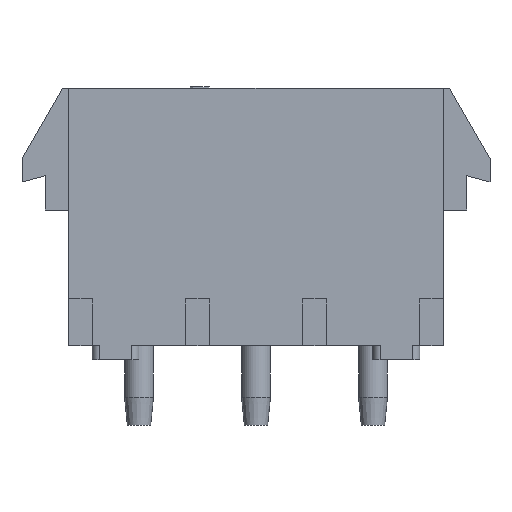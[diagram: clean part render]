
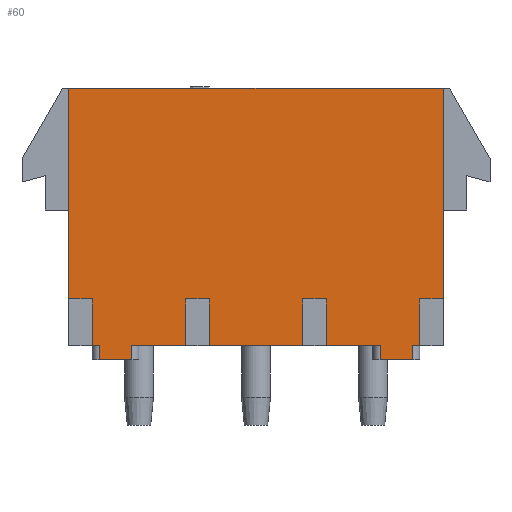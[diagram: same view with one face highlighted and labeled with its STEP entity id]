
A CAD part, front view. The second image highlights one B-rep face of the part: STEP entity #60.
In plain terms, the highlighted planar face has unit normal (0, -1, 0).
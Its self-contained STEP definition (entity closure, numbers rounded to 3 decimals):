
#60=ADVANCED_FACE('',(#202),#203,.T.);
#202=FACE_OUTER_BOUND('',#458,.T.);
#203=PLANE('',#459);
#458=EDGE_LOOP('',(#815,#816,#817,#818,#819,#820,#821,#822,#823,#824,#825,#826,#827,#828,#829,#830,#831,#832,#833,#834,#835,#836,#837,#838));
#459=AXIS2_PLACEMENT_3D('',#839,#840,#841);
#815=ORIENTED_EDGE('',*,*,#1757,.F.);
#816=ORIENTED_EDGE('',*,*,#1758,.F.);
#817=ORIENTED_EDGE('',*,*,#1720,.F.);
#818=ORIENTED_EDGE('',*,*,#1756,.T.);
#819=ORIENTED_EDGE('',*,*,#1759,.T.);
#820=ORIENTED_EDGE('',*,*,#1760,.T.);
#821=ORIENTED_EDGE('',*,*,#1761,.T.);
#822=ORIENTED_EDGE('',*,*,#1762,.T.);
#823=ORIENTED_EDGE('',*,*,#1763,.F.);
#824=ORIENTED_EDGE('',*,*,#1764,.F.);
#825=ORIENTED_EDGE('',*,*,#1765,.T.);
#826=ORIENTED_EDGE('',*,*,#1766,.T.);
#827=ORIENTED_EDGE('',*,*,#1767,.T.);
#828=ORIENTED_EDGE('',*,*,#1768,.T.);
#829=ORIENTED_EDGE('',*,*,#1769,.T.);
#830=ORIENTED_EDGE('',*,*,#1770,.T.);
#831=ORIENTED_EDGE('',*,*,#1771,.T.);
#832=ORIENTED_EDGE('',*,*,#1772,.T.);
#833=ORIENTED_EDGE('',*,*,#1773,.T.);
#834=ORIENTED_EDGE('',*,*,#1774,.T.);
#835=ORIENTED_EDGE('',*,*,#1775,.F.);
#836=ORIENTED_EDGE('',*,*,#1776,.F.);
#837=ORIENTED_EDGE('',*,*,#1777,.T.);
#838=ORIENTED_EDGE('',*,*,#1778,.T.);
#839=CARTESIAN_POINT('',(-10.16,-3.81,0.0));
#840=DIRECTION('',(0.0,-1.0,0.0));
#841=DIRECTION('',(0.0,0.0,-1.0));
#1720=EDGE_CURVE('',#2077,#2078,#2079,.T.);
#1756=EDGE_CURVE('',#2077,#2143,#2145,.T.);
#1757=EDGE_CURVE('',#2146,#2147,#2148,.T.);
#1758=EDGE_CURVE('',#2078,#2146,#2149,.T.);
#1759=EDGE_CURVE('',#2143,#2150,#2151,.T.);
#1760=EDGE_CURVE('',#2150,#2152,#2153,.T.);
#1761=EDGE_CURVE('',#2152,#2154,#2155,.T.);
#1762=EDGE_CURVE('',#2154,#2156,#2157,.T.);
#1763=EDGE_CURVE('',#2158,#2156,#2159,.T.);
#1764=EDGE_CURVE('',#2160,#2158,#2161,.T.);
#1765=EDGE_CURVE('',#2160,#2162,#2163,.T.);
#1766=EDGE_CURVE('',#2162,#2164,#2165,.T.);
#1767=EDGE_CURVE('',#2164,#2166,#2167,.T.);
#1768=EDGE_CURVE('',#2166,#2168,#2169,.T.);
#1769=EDGE_CURVE('',#2168,#2170,#2171,.T.);
#1770=EDGE_CURVE('',#2170,#2172,#2173,.T.);
#1771=EDGE_CURVE('',#2172,#2174,#2175,.T.);
#1772=EDGE_CURVE('',#2174,#2176,#2177,.T.);
#1773=EDGE_CURVE('',#2176,#2178,#2179,.T.);
#1774=EDGE_CURVE('',#2178,#2180,#2181,.T.);
#1775=EDGE_CURVE('',#2182,#2180,#2183,.T.);
#1776=EDGE_CURVE('',#2184,#2182,#2185,.T.);
#1777=EDGE_CURVE('',#2184,#2186,#2187,.T.);
#1778=EDGE_CURVE('',#2186,#2147,#2188,.T.);
#2077=VERTEX_POINT('',#2611);
#2078=VERTEX_POINT('',#2612);
#2079=LINE('',#2613,#2614);
#2143=VERTEX_POINT('',#2708);
#2145=LINE('',#2711,#2712);
#2146=VERTEX_POINT('',#2713);
#2147=VERTEX_POINT('',#2714);
#2148=LINE('',#2715,#2716);
#2149=LINE('',#2717,#2718);
#2150=VERTEX_POINT('',#2719);
#2151=LINE('',#2720,#2721);
#2152=VERTEX_POINT('',#2722);
#2153=LINE('',#2723,#2724);
#2154=VERTEX_POINT('',#2725);
#2155=LINE('',#2726,#2727);
#2156=VERTEX_POINT('',#2728);
#2157=LINE('',#2729,#2730);
#2158=VERTEX_POINT('',#2731);
#2159=LINE('',#2732,#2733);
#2160=VERTEX_POINT('',#2734);
#2161=LINE('',#2735,#2736);
#2162=VERTEX_POINT('',#2737);
#2163=LINE('',#2738,#2739);
#2164=VERTEX_POINT('',#2740);
#2165=LINE('',#2741,#2742);
#2166=VERTEX_POINT('',#2743);
#2167=LINE('',#2744,#2745);
#2168=VERTEX_POINT('',#2746);
#2169=LINE('',#2747,#2748);
#2170=VERTEX_POINT('',#2749);
#2171=LINE('',#2750,#2751);
#2172=VERTEX_POINT('',#2752);
#2173=LINE('',#2753,#2754);
#2174=VERTEX_POINT('',#2755);
#2175=LINE('',#2756,#2757);
#2176=VERTEX_POINT('',#2758);
#2177=LINE('',#2759,#2760);
#2178=VERTEX_POINT('',#2761);
#2179=LINE('',#2762,#2763);
#2180=VERTEX_POINT('',#2764);
#2181=LINE('',#2765,#2766);
#2182=VERTEX_POINT('',#2767);
#2183=LINE('',#2768,#2769);
#2184=VERTEX_POINT('',#2770);
#2185=LINE('',#2771,#2772);
#2186=VERTEX_POINT('',#2773);
#2187=LINE('',#2774,#2775);
#2188=LINE('',#2776,#2777);
#2611=CARTESIAN_POINT('',(-10.16,-3.81,0.0));
#2612=CARTESIAN_POINT('',(10.16,-3.81,0.0));
#2613=CARTESIAN_POINT('',(-10.16,-3.81,0.0));
#2614=VECTOR('',#3324,20.32);
#2708=CARTESIAN_POINT('',(-10.16,-3.81,-11.43));
#2711=CARTESIAN_POINT('',(-10.16,-3.81,0.0));
#2712=VECTOR('',#3368,11.43);
#2713=CARTESIAN_POINT('',(10.16,-3.81,-11.43));
#2714=CARTESIAN_POINT('',(8.89,-3.81,-11.43));
#2715=CARTESIAN_POINT('',(10.16,-3.81,-11.43));
#2716=VECTOR('',#3369,1.27);
#2717=CARTESIAN_POINT('',(10.16,-3.81,0.0));
#2718=VECTOR('',#3370,11.43);
#2719=CARTESIAN_POINT('',(-8.89,-3.81,-11.43));
#2720=CARTESIAN_POINT('',(-10.16,-3.81,-11.43));
#2721=VECTOR('',#3371,1.27);
#2722=CARTESIAN_POINT('',(-8.89,-3.81,-13.97));
#2723=CARTESIAN_POINT('',(-8.89,-3.81,-11.43));
#2724=VECTOR('',#3372,2.54);
#2725=CARTESIAN_POINT('',(-8.509,-3.81,-13.97));
#2726=CARTESIAN_POINT('',(-8.89,-3.81,-13.97));
#2727=VECTOR('',#3373,0.381);
#2728=CARTESIAN_POINT('',(-8.509,-3.81,-14.732));
#2729=CARTESIAN_POINT('',(-8.509,-3.81,-13.97));
#2730=VECTOR('',#3374,0.762);
#2731=CARTESIAN_POINT('',(-6.731,-3.81,-14.732));
#2732=CARTESIAN_POINT('',(-6.731,-3.81,-14.732));
#2733=VECTOR('',#3375,1.778);
#2734=CARTESIAN_POINT('',(-6.731,-3.81,-13.97));
#2735=CARTESIAN_POINT('',(-6.731,-3.81,-13.97));
#2736=VECTOR('',#3376,0.762);
#2737=CARTESIAN_POINT('',(-3.81,-3.81,-13.97));
#2738=CARTESIAN_POINT('',(-6.731,-3.81,-13.97));
#2739=VECTOR('',#3377,2.921);
#2740=CARTESIAN_POINT('',(-3.81,-3.81,-11.43));
#2741=CARTESIAN_POINT('',(-3.81,-3.81,-13.97));
#2742=VECTOR('',#3378,2.54);
#2743=CARTESIAN_POINT('',(-2.54,-3.81,-11.43));
#2744=CARTESIAN_POINT('',(-3.81,-3.81,-11.43));
#2745=VECTOR('',#3379,1.27);
#2746=CARTESIAN_POINT('',(-2.54,-3.81,-13.97));
#2747=CARTESIAN_POINT('',(-2.54,-3.81,-11.43));
#2748=VECTOR('',#3380,2.54);
#2749=CARTESIAN_POINT('',(2.54,-3.81,-13.97));
#2750=CARTESIAN_POINT('',(-2.54,-3.81,-13.97));
#2751=VECTOR('',#3381,5.08);
#2752=CARTESIAN_POINT('',(2.54,-3.81,-11.43));
#2753=CARTESIAN_POINT('',(2.54,-3.81,-13.97));
#2754=VECTOR('',#3382,2.54);
#2755=CARTESIAN_POINT('',(3.81,-3.81,-11.43));
#2756=CARTESIAN_POINT('',(2.54,-3.81,-11.43));
#2757=VECTOR('',#3383,1.27);
#2758=CARTESIAN_POINT('',(3.81,-3.81,-13.97));
#2759=CARTESIAN_POINT('',(3.81,-3.81,-11.43));
#2760=VECTOR('',#3384,2.54);
#2761=CARTESIAN_POINT('',(6.731,-3.81,-13.97));
#2762=CARTESIAN_POINT('',(3.81,-3.81,-13.97));
#2763=VECTOR('',#3385,2.921);
#2764=CARTESIAN_POINT('',(6.731,-3.81,-14.732));
#2765=CARTESIAN_POINT('',(6.731,-3.81,-13.97));
#2766=VECTOR('',#3386,0.762);
#2767=CARTESIAN_POINT('',(8.509,-3.81,-14.732));
#2768=CARTESIAN_POINT('',(8.509,-3.81,-14.732));
#2769=VECTOR('',#3387,1.778);
#2770=CARTESIAN_POINT('',(8.509,-3.81,-13.97));
#2771=CARTESIAN_POINT('',(8.509,-3.81,-13.97));
#2772=VECTOR('',#3388,0.762);
#2773=CARTESIAN_POINT('',(8.89,-3.81,-13.97));
#2774=CARTESIAN_POINT('',(8.509,-3.81,-13.97));
#2775=VECTOR('',#3389,0.381);
#2776=CARTESIAN_POINT('',(8.89,-3.81,-13.97));
#2777=VECTOR('',#3390,2.54);
#3324=DIRECTION('',(1.0,0.0,0.0));
#3368=DIRECTION('',(0.0,0.0,-1.0));
#3369=DIRECTION('',(-1.0,0.0,0.0));
#3370=DIRECTION('',(0.0,0.0,-1.0));
#3371=DIRECTION('',(1.0,0.0,0.0));
#3372=DIRECTION('',(0.0,0.0,-1.0));
#3373=DIRECTION('',(1.0,0.0,0.0));
#3374=DIRECTION('',(0.0,0.0,-1.0));
#3375=DIRECTION('',(-1.0,0.0,0.0));
#3376=DIRECTION('',(0.0,0.0,-1.0));
#3377=DIRECTION('',(1.0,0.0,0.0));
#3378=DIRECTION('',(0.0,0.0,1.0));
#3379=DIRECTION('',(1.0,0.0,0.0));
#3380=DIRECTION('',(0.0,0.0,-1.0));
#3381=DIRECTION('',(1.0,0.0,0.0));
#3382=DIRECTION('',(0.0,0.0,1.0));
#3383=DIRECTION('',(1.0,0.0,0.0));
#3384=DIRECTION('',(0.0,0.0,-1.0));
#3385=DIRECTION('',(1.0,0.0,0.0));
#3386=DIRECTION('',(0.0,0.0,-1.0));
#3387=DIRECTION('',(-1.0,0.0,0.0));
#3388=DIRECTION('',(0.0,0.0,-1.0));
#3389=DIRECTION('',(1.0,0.0,0.0));
#3390=DIRECTION('',(0.0,0.0,1.0));
